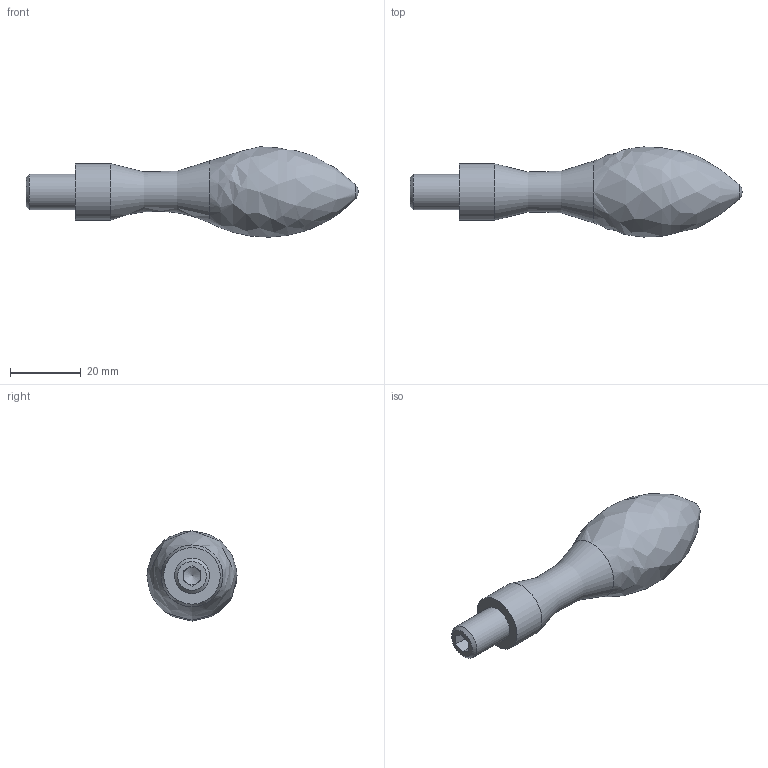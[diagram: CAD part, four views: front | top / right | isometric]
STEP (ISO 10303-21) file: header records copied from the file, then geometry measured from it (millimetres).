
FILE_DESCRIPTION( ( 'STEP AP214' ), '1' );
FILE_NAME( 'K0166.1025080.stp', '2020-11-26T10:34:40', ( '' ), ( '' ), ' ', 'PARTsolutions', ' ' );
FILE_SCHEMA( ( 'AUTOMOTIVE_DESIGN { 1 0 10303 214 1 1 1 1 }' ) );
Length unit declared in the file: millimetre
Products named in the file (1): _K0166.1025080
Bounding box: 94 x 25.52 x 25.58 mm (x, y, z)
Volume: 21353.5 mm3; surface area: 5208.6 mm2
Topology: 1 solids, 1 shells, 22 faces, 47 edges, 28 vertices
Faces by surface type: plane 15, cone 2, cylinder 2, bspline 2, torus 1
Full cylindrical faces by diameter (mm): 10 x1, 16 x1
Entity records: 774 total; most frequent: CARTESIAN_POINT 142, DIRECTION 94, ORIENTED_EDGE 76, EDGE_CURVE 38, AXIS2_PLACEMENT_3D 35, EDGE_LOOP 30, FACE_OUTER_BOUND 27, VERTEX_POINT 27
